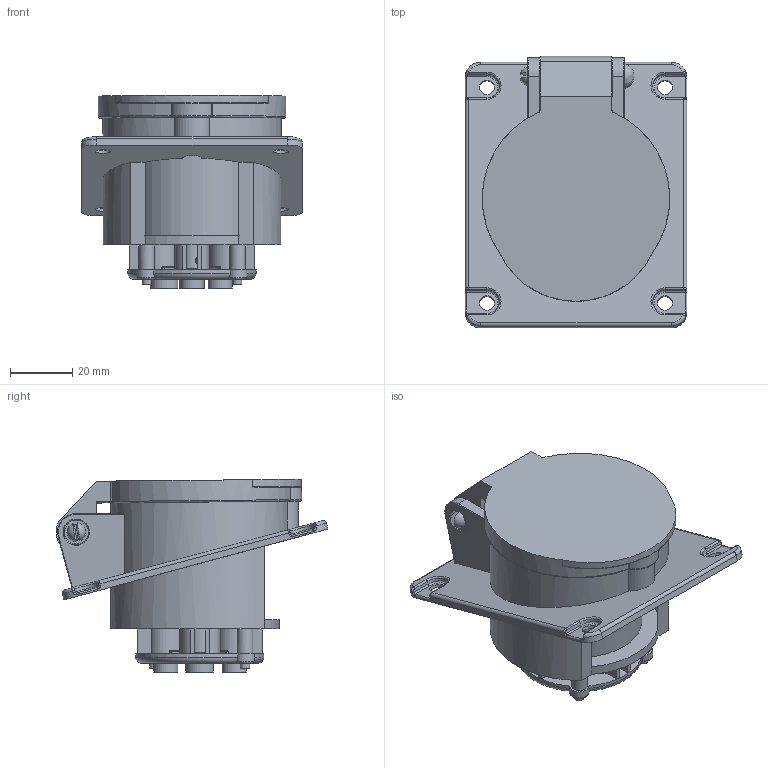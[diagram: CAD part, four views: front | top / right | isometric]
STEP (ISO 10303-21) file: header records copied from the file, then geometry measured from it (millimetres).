
FILE_DESCRIPTION(/* description */ (''),/* implementation_level */ '2;1');
FILE_NAME(/* name */ 'N4049.stp',/* time_stamp */ '2021-03-25T11:14:58-03:00',/* author */ ('nilton'),/* organization */ (''),/* preprocessor_version */ 'ST-DEVELOPER v16.13',/* originating_system */ 'Autodesk Inventor 2018',/* authorisation */ '');
FILE_SCHEMA (('AUTOMOTIVE_DESIGN { 1 0 10303 214 3 1 1 }'));
Length unit declared in the file: millimetre
Products named in the file (7): N4049; N4049_carcaca; N4049_tampa_superior; N4049_pìno_tampa_superior; Pino_contato_L; N4049_pino_contato_T; N4049_tampa_inferior
Assembly tree (8 placements, depth 2):
  N4049
    N4049_carcaca
    N4049_tampa_superior
    N4049_pìno_tampa_superior
    Pino_contato_L  x3
    N4049_pino_contato_T
    N4049_tampa_inferior
Bounding box: 71 x 87.02 x 61.92 mm (x, y, z)
Volume: 78825.7 mm3; surface area: 69450 mm2
Topology: 8 solids, 8 shells, 814 faces, 2080 edges, 1308 vertices
Faces by surface type: plane 320, cylinder 259, torus 101, bspline 77, cone 32, sphere 25
Full cylindrical faces by diameter (mm): 2 x1, 2.459 x4, 3 x3, 3.2 x4, 3.5 x4, 4.5 x3, 4.8 x6, 5 x8, 5.7 x3, 6 x2, 6.1 x3, 6.2 x1, 6.5 x1, 6.8 x2, 7 x3, 7.7 x3, 8 x3, 8.2 x1, 8.8 x1, 9 x1, 11.5 x3, 40 x1
Entity records: 23266 total; most frequent: CARTESIAN_POINT 5761, DIRECTION 3596, ORIENTED_EDGE 3492, EDGE_CURVE 1746, AXIS2_PLACEMENT_3D 1355, VERTEX_POINT 1139, EDGE_LOOP 911, LINE 886
